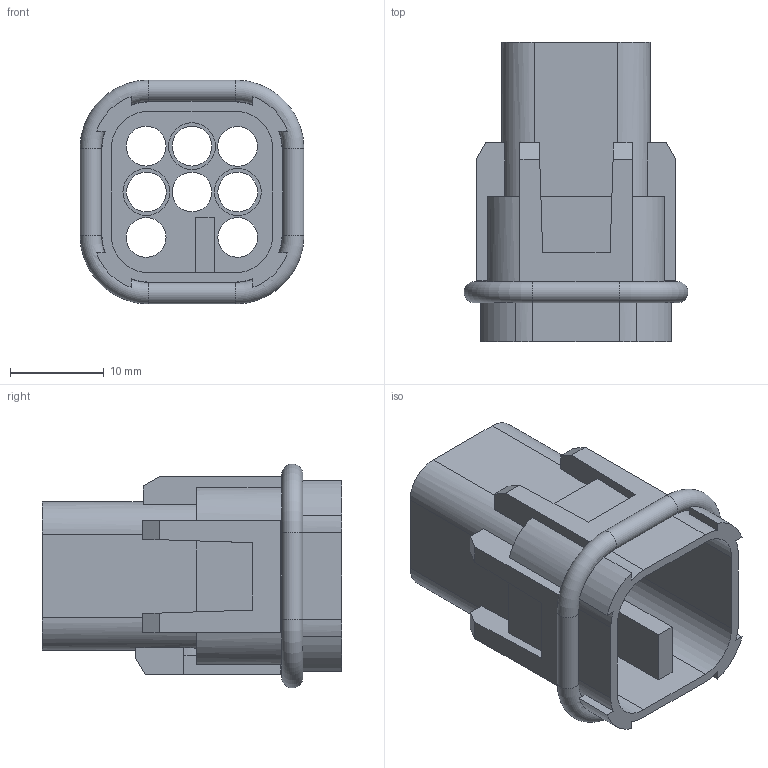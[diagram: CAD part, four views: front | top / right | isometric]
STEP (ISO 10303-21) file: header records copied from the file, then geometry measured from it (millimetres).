
FILE_DESCRIPTION (( 'STEP AP214' ), '1' );
FILE_NAME ('ZP-3A-7-MC-INSERT.STEP', '2011-11-18T20:48:36', ( '.ADC' ), ( 'ADC' ), 'SwSTEP 2.0', 'SolidWorks 2011', '' );
FILE_SCHEMA (( 'AUTOMOTIVE_DESIGN' ));
Length unit declared in the file: millimetre
Products named in the file (1): ZP-3A-7-MC-INSERT
Bounding box: 23.92 x 32 x 23.92 mm (x, y, z)
Volume: 4135.7 mm3; surface area: 7020.5 mm2
Topology: 1 solids, 1 shells, 164 faces, 479 edges, 319 vertices
Faces by surface type: plane 116, cylinder 42, torus 4, cone 2
Full cylindrical faces by diameter (mm): 2.266 x4, 3.001 x1, 4.25 x8, 4.993 x1, 4.997 x1, 5.01 x1, 5.25 x1
Entity records: 7168 total; most frequent: CARTESIAN_POINT 972, ORIENTED_EDGE 900, DIRECTION 888, EDGE_CURVE 450, LINE 322, VECTOR 322, VERTEX_POINT 311, AXIS2_PLACEMENT_3D 283
